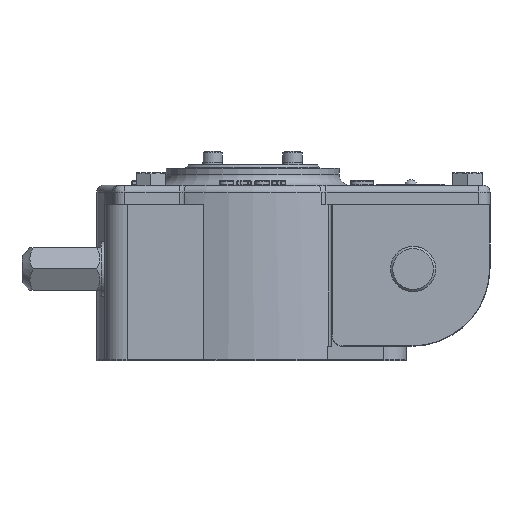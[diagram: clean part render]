
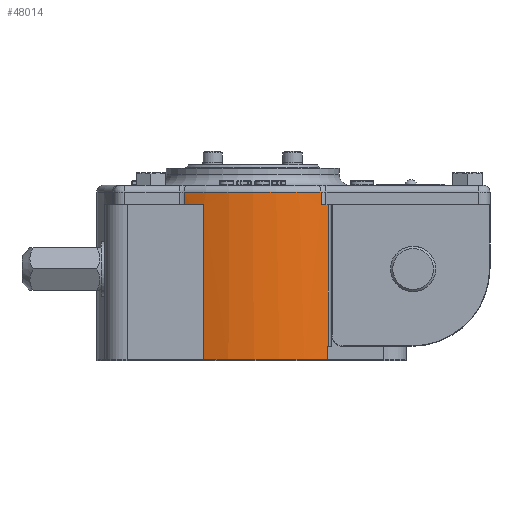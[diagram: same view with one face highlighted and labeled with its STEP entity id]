
A CAD part, left-side view. The second image highlights one B-rep face of the part: STEP entity #48014.
In plain terms, the highlighted cylindrical face has radius 69 mm (diameter 138 mm), a partial arc.
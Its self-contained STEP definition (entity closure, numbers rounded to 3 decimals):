
#1529=CYLINDRICAL_SURFACE('',#50225,69.);
#1941=LINE('',#61983,#4961);
#1944=LINE('',#61999,#4964);
#1972=LINE('',#62118,#4992);
#1974=LINE('',#62123,#4994);
#1975=LINE('',#62127,#4995);
#4961=VECTOR('',#53192,1000.);
#4964=VECTOR('',#53201,1000.);
#4992=VECTOR('',#53327,1000.);
#4994=VECTOR('',#53333,1000.);
#4995=VECTOR('',#53336,1000.);
#8231=ORIENTED_EDGE('',*,*,#18062,.T.);
#8232=ORIENTED_EDGE('',*,*,#18063,.F.);
#8233=ORIENTED_EDGE('',*,*,#18064,.T.);
#8234=ORIENTED_EDGE('',*,*,#18065,.T.);
#8235=ORIENTED_EDGE('',*,*,#17968,.T.);
#8236=ORIENTED_EDGE('',*,*,#17999,.T.);
#8237=ORIENTED_EDGE('',*,*,#17967,.T.);
#8238=ORIENTED_EDGE('',*,*,#18004,.F.);
#8239=ORIENTED_EDGE('',*,*,#18006,.T.);
#8240=ORIENTED_EDGE('',*,*,#18060,.T.);
#17967=EDGE_CURVE('',#22900,#22902,#26053,.T.);
#17968=EDGE_CURVE('',#22925,#22926,#26054,.F.);
#17999=EDGE_CURVE('',#22926,#22900,#1941,.T.);
#18004=EDGE_CURVE('',#22951,#22902,#1944,.T.);
#18006=EDGE_CURVE('',#22951,#22952,#26076,.T.);
#18060=EDGE_CURVE('',#22952,#22985,#1972,.F.);
#18062=EDGE_CURVE('',#22985,#22987,#26102,.T.);
#18063=EDGE_CURVE('',#22988,#22987,#1974,.T.);
#18064=EDGE_CURVE('',#22988,#22989,#26103,.T.);
#18065=EDGE_CURVE('',#22989,#22925,#1975,.T.);
#22900=VERTEX_POINT('',#61834);
#22902=VERTEX_POINT('',#61842);
#22925=VERTEX_POINT('',#61917);
#22926=VERTEX_POINT('',#61918);
#22951=VERTEX_POINT('',#61998);
#22952=VERTEX_POINT('',#62002);
#22985=VERTEX_POINT('',#62116);
#22987=VERTEX_POINT('',#62122);
#22988=VERTEX_POINT('',#62124);
#22989=VERTEX_POINT('',#62126);
#26053=CIRCLE('',#50139,69.);
#26054=CIRCLE('',#50141,69.);
#26076=CIRCLE('',#50178,69.);
#26102=CIRCLE('',#50226,69.);
#26103=CIRCLE('',#50227,69.);
#27115=EDGE_LOOP('',(#8231,#8232,#8233,#8234,#8235,#8236,#8237,#8238,#8239,
#8240));
#29540=FACE_BOUND('',#27115,.T.);
#48014=ADVANCED_FACE('',(#29540),#1529,.T.);
#50139=AXIS2_PLACEMENT_3D('',#61914,#53113,#53114);
#50141=AXIS2_PLACEMENT_3D('',#61916,#53117,#53118);
#50178=AXIS2_PLACEMENT_3D('',#62003,#53206,#53207);
#50225=AXIS2_PLACEMENT_3D('',#62120,#53329,#53330);
#50226=AXIS2_PLACEMENT_3D('',#62121,#53331,#53332);
#50227=AXIS2_PLACEMENT_3D('',#62125,#53334,#53335);
#53113=DIRECTION('',(0.,0.,1.));
#53114=DIRECTION('',(1.,0.,0.));
#53117=DIRECTION('',(0.,0.,-1.));
#53118=DIRECTION('',(0.,1.,0.));
#53192=DIRECTION('',(0.,0.,-1.));
#53201=DIRECTION('',(0.,0.,-1.));
#53206=DIRECTION('',(0.,0.,1.));
#53207=DIRECTION('',(1.,0.,0.));
#53327=DIRECTION('',(0.,0.,-1.));
#53329=DIRECTION('',(0.,0.,-1.));
#53330=DIRECTION('',(-1.,0.,0.));
#53331=DIRECTION('',(0.,0.,-1.));
#53332=DIRECTION('',(-1.,0.,0.));
#53333=DIRECTION('',(0.,0.,-1.));
#53334=DIRECTION('',(0.,0.,-1.));
#53335=DIRECTION('',(0.,1.,0.));
#53336=DIRECTION('',(0.,0.,-1.));
#61834=CARTESIAN_POINT('',(-65.5,21.697,3.));
#61842=CARTESIAN_POINT('',(-60.5,-33.178,3.));
#61914=CARTESIAN_POINT('',(0.,0.,3.));
#61916=CARTESIAN_POINT('',(0.,0.,71.679));
#61917=CARTESIAN_POINT('',(-62.007,30.268,71.679));
#61918=CARTESIAN_POINT('',(-65.5,21.697,71.679));
#61983=CARTESIAN_POINT('',(-65.5,21.697,9.));
#61998=CARTESIAN_POINT('',(-60.5,-33.178,9.));
#61999=CARTESIAN_POINT('',(-60.5,-33.178,9.));
#62002=CARTESIAN_POINT('',(-60.314,-33.514,9.));
#62003=CARTESIAN_POINT('',(0.,0.,9.));
#62116=CARTESIAN_POINT('',(-60.314,-33.514,71.679));
#62118=CARTESIAN_POINT('',(-60.314,-33.514,9.));
#62120=CARTESIAN_POINT('',(0.,0.,9.));
#62121=CARTESIAN_POINT('',(0.,0.,71.679));
#62122=CARTESIAN_POINT('',(-62.007,-30.268,71.679));
#62123=CARTESIAN_POINT('',(-62.007,-30.268,80.179));
#62124=CARTESIAN_POINT('',(-62.007,-30.268,77.179));
#62125=CARTESIAN_POINT('',(0.,0.,77.179));
#62126=CARTESIAN_POINT('',(-62.007,30.268,77.179));
#62127=CARTESIAN_POINT('',(-62.007,30.268,80.179));
